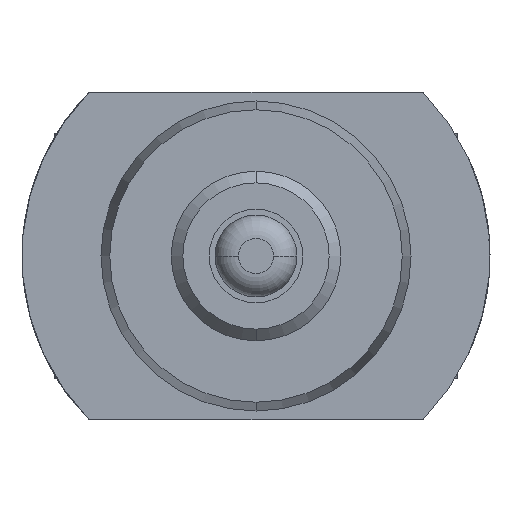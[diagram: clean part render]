
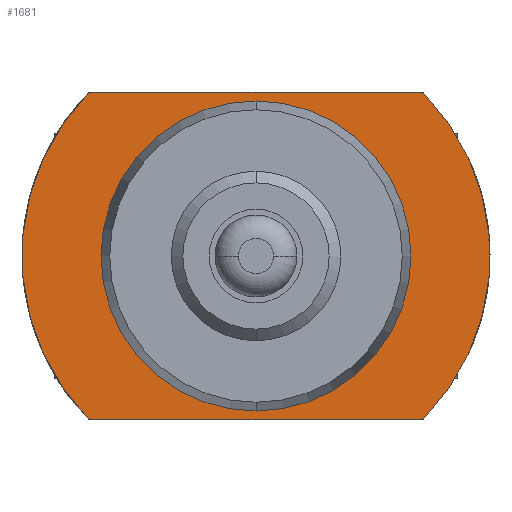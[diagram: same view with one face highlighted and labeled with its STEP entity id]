
A CAD part, front view. The second image highlights one B-rep face of the part: STEP entity #1681.
In plain terms, the highlighted planar face has unit normal (0, -1, 0).
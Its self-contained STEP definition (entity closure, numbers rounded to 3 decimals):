
#71 = CARTESIAN_POINT ( 'NONE',  ( -2.058, 26., 1.4 ) ) ;
#310 = VERTEX_POINT ( 'NONE', #8069 ) ;
#322 = CARTESIAN_POINT ( 'NONE',  ( 0., 26., 0. ) ) ;
#594 = VERTEX_POINT ( 'NONE', #8904 ) ;
#605 = CARTESIAN_POINT ( 'NONE',  ( 0., 26., 0. ) ) ;
#786 = VECTOR ( 'NONE', #7181, 1000. ) ;
#977 = DIRECTION ( 'NONE',  ( 0., -1., 0. ) ) ;
#1049 = DIRECTION ( 'NONE',  ( 0., 0., -1. ) ) ;
#1076 = CARTESIAN_POINT ( 'NONE',  ( 1.995, 26., 0. ) ) ;
#1190 = CARTESIAN_POINT ( 'NONE',  ( 1.428, 26., -1.4 ) ) ;
#1333 = AXIS2_PLACEMENT_3D ( 'NONE', #8349, #6133, #6874 ) ;
#1543 = CIRCLE ( 'NONE', #6758, 1.325 ) ;
#1681 = ADVANCED_FACE ( 'Defeature ausgef�hrt2_8', ( #5852, #3909 ), #8327, .T. ) ;
#1698 = EDGE_LOOP ( 'NONE', ( #2056, #3497 ) ) ;
#2000 = CARTESIAN_POINT ( 'NONE',  ( -1.428, 26., 1.4 ) ) ;
#2044 = ORIENTED_EDGE ( 'NONE', *, *, #2911, .T. ) ;
#2056 = ORIENTED_EDGE ( 'NONE', *, *, #9461, .F. ) ;
#2711 = DIRECTION ( 'NONE',  ( 0., 0., -1. ) ) ;
#2742 = LINE ( 'NONE', #71, #786 ) ;
#2911 = EDGE_CURVE ( 'Defeature ausgef�hrt2_8+Defeature ausgef�hrt2_3+Defeature ausgef�hrt2_11+Defeature ausgef�hrt2_12', #9044, #3929, #8175, .T. ) ;
#3164 = AXIS2_PLACEMENT_3D ( 'NONE', #605, #4990, #9398 ) ;
#3497 = ORIENTED_EDGE ( 'NONE', *, *, #6956, .F. ) ;
#3909 = FACE_BOUND ( 'NONE', #1698, .T. ) ;
#3929 = VERTEX_POINT ( 'NONE', #7033 ) ;
#3995 = EDGE_CURVE ( 'Defeature ausgef�hrt2_8+Defeature ausgef�hrt2_9+Defeature ausgef�hrt2_12+Defeature ausgef�hrt2_11', #6632, #310, #8533, .T. ) ;
#4125 = ORIENTED_EDGE ( 'NONE', *, *, #5580, .T. ) ;
#4149 = DIRECTION ( 'NONE',  ( 1., 0., 0. ) ) ;
#4179 = CARTESIAN_POINT ( 'NONE',  ( 0., 26., 0. ) ) ;
#4186 = DIRECTION ( 'NONE',  ( 0., 0., -1. ) ) ;
#4446 = AXIS2_PLACEMENT_3D ( 'NONE', #1076, #5424, #1049 ) ;
#4894 = EDGE_CURVE ( 'Defeature ausgef�hrt2_8+Defeature ausgef�hrt2_12+Defeature ausgef�hrt2_3+Defeature ausgef�hrt2_9', #3929, #6632, #2742, .T. ) ;
#4904 = EDGE_LOOP ( 'NONE', ( #7097, #8057, #4125, #2044 ) ) ;
#4990 = DIRECTION ( 'NONE',  ( 0., -1., 0. ) ) ;
#5208 = LINE ( 'NONE', #9232, #6247 ) ;
#5424 = DIRECTION ( 'NONE',  ( 0., -1., 0. ) ) ;
#5580 = EDGE_CURVE ( 'Defeature ausgef�hrt2_8+Defeature ausgef�hrt2_11+Defeature ausgef�hrt2_9+Defeature ausgef�hrt2_3', #310, #9044, #5208, .T. ) ;
#5852 = FACE_OUTER_BOUND ( 'NONE', #4904, .T. ) ;
#6133 = DIRECTION ( 'NONE',  ( 0., -1., 0. ) ) ;
#6247 = VECTOR ( 'NONE', #4149, 1000. ) ;
#6394 = DIRECTION ( 'NONE',  ( 0., -1., 0. ) ) ;
#6632 = VERTEX_POINT ( 'NONE', #2000 ) ;
#6758 = AXIS2_PLACEMENT_3D ( 'NONE', #4179, #977, #2711 ) ;
#6874 = DIRECTION ( 'NONE',  ( 0., 0., -1. ) ) ;
#6956 = EDGE_CURVE ( 'Defeature ausgef�hrt2_7+Defeature ausgef�hrt2_8+Defeature ausgef�hrt2_8+Defeature ausgef�hrt2_8', #594, #7663, #1543, .T. ) ;
#7033 = CARTESIAN_POINT ( 'NONE',  ( 1.428, 26., 1.4 ) ) ;
#7097 = ORIENTED_EDGE ( 'NONE', *, *, #4894, .T. ) ;
#7181 = DIRECTION ( 'NONE',  ( -1., 0., 0. ) ) ;
#7643 = CARTESIAN_POINT ( 'NONE',  ( 0., 26., -1.325 ) ) ;
#7650 = AXIS2_PLACEMENT_3D ( 'NONE', #322, #6394, #4186 ) ;
#7663 = VERTEX_POINT ( 'NONE', #7643 ) ;
#8057 = ORIENTED_EDGE ( 'NONE', *, *, #3995, .T. ) ;
#8069 = CARTESIAN_POINT ( 'NONE',  ( -1.428, 26., -1.4 ) ) ;
#8175 = CIRCLE ( 'NONE', #7650, 2. ) ;
#8327 = PLANE ( 'NONE',  #4446 ) ;
#8349 = CARTESIAN_POINT ( 'NONE',  ( 0., 26., 0. ) ) ;
#8387 = CIRCLE ( 'NONE', #1333, 1.325 ) ;
#8533 = CIRCLE ( 'NONE', #3164, 2. ) ;
#8904 = CARTESIAN_POINT ( 'NONE',  ( 0., 26., 1.325 ) ) ;
#9044 = VERTEX_POINT ( 'NONE', #1190 ) ;
#9232 = CARTESIAN_POINT ( 'NONE',  ( -2.058, 26., -1.4 ) ) ;
#9398 = DIRECTION ( 'NONE',  ( 0., 0., -1. ) ) ;
#9461 = EDGE_CURVE ( 'Defeature ausgef�hrt2_7+Defeature ausgef�hrt2_8+Defeature ausgef�hrt2_8+Defeature ausgef�hrt2_8', #7663, #594, #8387, .T. ) ;
